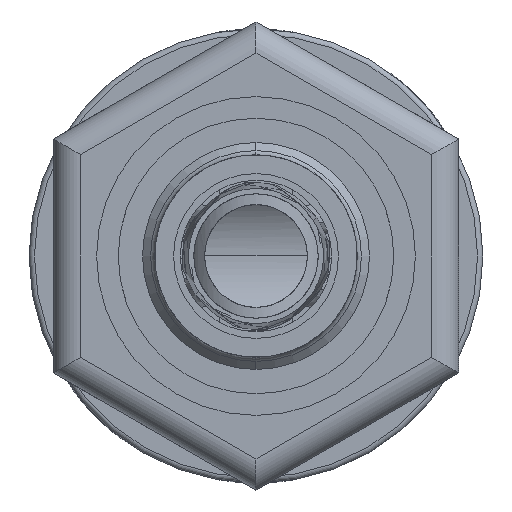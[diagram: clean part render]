
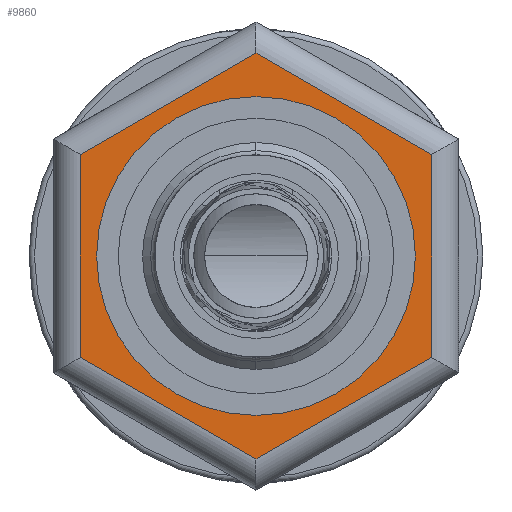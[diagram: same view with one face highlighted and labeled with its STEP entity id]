
A CAD part, front view. The second image highlights one B-rep face of the part: STEP entity #9860.
In plain terms, the highlighted planar face has unit normal (0, -1, 0).
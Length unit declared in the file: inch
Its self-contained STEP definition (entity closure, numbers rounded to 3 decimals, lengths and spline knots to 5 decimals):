
#47 = ORIENTED_EDGE ( 'NONE', *, *, #870, .T. ) ;
#62 = EDGE_LOOP ( 'NONE', ( #11003, #8728, #16477, #47, #3637, #10854 ) ) ;
#574 = EDGE_CURVE ( 'NONE', #1757, #4964, #11768, .T. ) ;
#870 = EDGE_CURVE ( 'NONE', #9587, #13235, #14513, .T. ) ;
#1302 = CARTESIAN_POINT ( 'NONE',  ( 0.37251, -0.05224, 0.39762 ) ) ;
#1757 = VERTEX_POINT ( 'NONE', #9730 ) ;
#2046 = VERTEX_POINT ( 'NONE', #17334 ) ;
#2098 = DIRECTION ( 'NONE',  ( 0.866, 0., 0.5 ) ) ;
#2167 = LINE ( 'NONE', #11136, #6061 ) ;
#2201 = CARTESIAN_POINT ( 'NONE',  ( 0.04751, -0.05224, -0.22303 ) ) ;
#2543 = EDGE_CURVE ( 'NONE', #11596, #2046, #2167, .T. ) ;
#2613 = CARTESIAN_POINT ( 'NONE',  ( 0.69751, -0.05224, 0.39762 ) ) ;
#2781 = DIRECTION ( 'NONE',  ( 0., 1., 0. ) ) ;
#3168 = LINE ( 'NONE', #13184, #10894 ) ;
#3372 = CARTESIAN_POINT ( 'NONE',  ( 0.69751, -0.05224, -0.22303 ) ) ;
#3637 = ORIENTED_EDGE ( 'NONE', *, *, #10970, .T. ) ;
#4240 = VERTEX_POINT ( 'NONE', #6962 ) ;
#4363 = LINE ( 'NONE', #10805, #11649 ) ;
#4457 = DIRECTION ( 'NONE',  ( -0.866, 0., -0.5 ) ) ;
#4964 = VERTEX_POINT ( 'NONE', #12921 ) ;
#5450 = FACE_OUTER_BOUND ( 'NONE', #62, .T. ) ;
#5522 = CARTESIAN_POINT ( 'NONE',  ( 0.02251, -0.05224, -0.20859 ) ) ;
#6061 = VECTOR ( 'NONE', #8278, 39.37008 ) ;
#6381 = EDGE_CURVE ( 'NONE', #4240, #9587, #7803, .T. ) ;
#6419 = DIRECTION ( 'NONE',  ( 0.866, 0., -0.5 ) ) ;
#6742 = VECTOR ( 'NONE', #6419, 39.37008 ) ;
#6962 = CARTESIAN_POINT ( 'NONE',  ( 0.04751, -0.05224, 0.15225 ) ) ;
#7453 = AXIS2_PLACEMENT_3D ( 'NONE', #1302, #2781, #12951 ) ;
#7803 = LINE ( 'NONE', #9600, #15120 ) ;
#7815 = CARTESIAN_POINT ( 'NONE',  ( 0.37251, -0.05224, -0.03539 ) ) ;
#8167 = CIRCLE ( 'NONE', #17924, 0.295 ) ;
#8278 = DIRECTION ( 'NONE',  ( -0.866, 0., 0.5 ) ) ;
#8319 = ORIENTED_EDGE ( 'NONE', *, *, #574, .F. ) ;
#8728 = ORIENTED_EDGE ( 'NONE', *, *, #17795, .T. ) ;
#9054 = EDGE_CURVE ( 'NONE', #17347, #11596, #11145, .T. ) ;
#9283 = DIRECTION ( 'NONE',  ( 0., 0., -1. ) ) ;
#9301 = DIRECTION ( 'NONE',  ( 0., 0., -1. ) ) ;
#9587 = VERTEX_POINT ( 'NONE', #2201 ) ;
#9600 = CARTESIAN_POINT ( 'NONE',  ( 0.04751, -0.05224, 0.39762 ) ) ;
#9730 = CARTESIAN_POINT ( 'NONE',  ( 0.37251, -0.05224, -0.33039 ) ) ;
#9860 = ADVANCED_FACE ( 'NONE', ( #16631, #5450 ), #10029, .F. ) ;
#10029 = PLANE ( 'NONE',  #7453 ) ;
#10805 = CARTESIAN_POINT ( 'NONE',  ( 0.72251, -0.05224, -0.20859 ) ) ;
#10854 = ORIENTED_EDGE ( 'NONE', *, *, #9054, .T. ) ;
#10857 = AXIS2_PLACEMENT_3D ( 'NONE', #17941, #13558, #9283 ) ;
#10894 = VECTOR ( 'NONE', #4457, 39.37008 ) ;
#10970 = EDGE_CURVE ( 'NONE', #13235, #17347, #4363, .T. ) ;
#11003 = ORIENTED_EDGE ( 'NONE', *, *, #2543, .T. ) ;
#11041 = DIRECTION ( 'NONE',  ( 0., 0., -1. ) ) ;
#11136 = CARTESIAN_POINT ( 'NONE',  ( 0.34751, -0.05224, 0.35432 ) ) ;
#11145 = LINE ( 'NONE', #2613, #18528 ) ;
#11596 = VERTEX_POINT ( 'NONE', #13686 ) ;
#11649 = VECTOR ( 'NONE', #2098, 39.37008 ) ;
#11768 = CIRCLE ( 'NONE', #10857, 0.295 ) ;
#12921 = CARTESIAN_POINT ( 'NONE',  ( 0.37251, -0.05224, 0.25961 ) ) ;
#12951 = DIRECTION ( 'NONE',  ( 0., 0., 1. ) ) ;
#13184 = CARTESIAN_POINT ( 'NONE',  ( 0.39751, -0.05224, 0.35432 ) ) ;
#13235 = VERTEX_POINT ( 'NONE', #15509 ) ;
#13558 = DIRECTION ( 'NONE',  ( 0., -1., 0. ) ) ;
#13680 = EDGE_CURVE ( 'NONE', #4964, #1757, #8167, .T. ) ;
#13686 = CARTESIAN_POINT ( 'NONE',  ( 0.69751, -0.05224, 0.15225 ) ) ;
#14513 = LINE ( 'NONE', #5522, #6742 ) ;
#15120 = VECTOR ( 'NONE', #11041, 39.37008 ) ;
#15509 = CARTESIAN_POINT ( 'NONE',  ( 0.37251, -0.05224, -0.41067 ) ) ;
#16477 = ORIENTED_EDGE ( 'NONE', *, *, #6381, .T. ) ;
#16583 = EDGE_LOOP ( 'NONE', ( #8319, #16861 ) ) ;
#16631 = FACE_BOUND ( 'NONE', #16583, .T. ) ;
#16861 = ORIENTED_EDGE ( 'NONE', *, *, #13680, .F. ) ;
#17334 = CARTESIAN_POINT ( 'NONE',  ( 0.37251, -0.05224, 0.33989 ) ) ;
#17347 = VERTEX_POINT ( 'NONE', #3372 ) ;
#17795 = EDGE_CURVE ( 'NONE', #2046, #4240, #3168, .T. ) ;
#17924 = AXIS2_PLACEMENT_3D ( 'NONE', #7815, #18089, #9301 ) ;
#17941 = CARTESIAN_POINT ( 'NONE',  ( 0.37251, -0.05224, -0.03539 ) ) ;
#18089 = DIRECTION ( 'NONE',  ( 0., -1., 0. ) ) ;
#18528 = VECTOR ( 'NONE', #18658, 39.37008 ) ;
#18658 = DIRECTION ( 'NONE',  ( 0., 0., 1. ) ) ;
